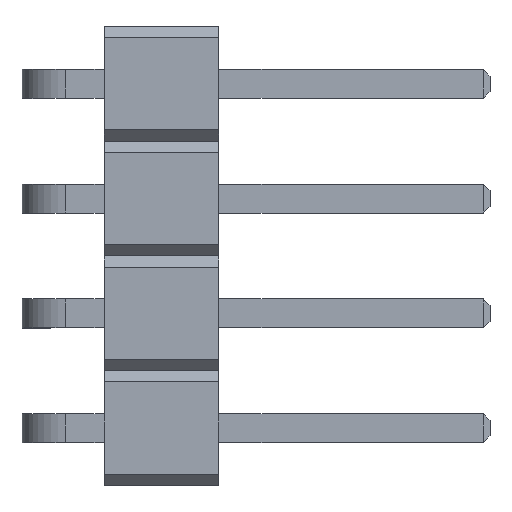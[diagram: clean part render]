
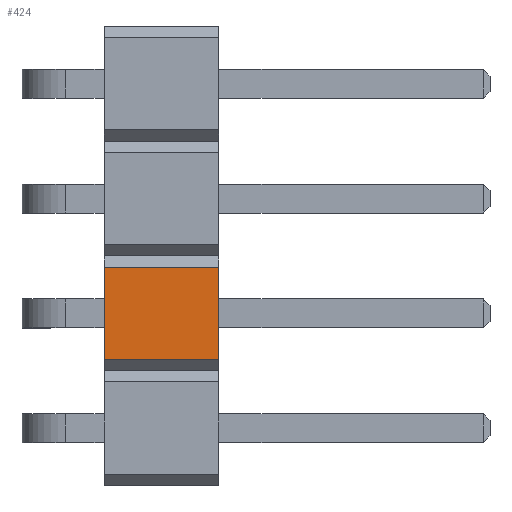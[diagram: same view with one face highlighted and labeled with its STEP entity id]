
A CAD part, top view. The second image highlights one B-rep face of the part: STEP entity #424.
In plain terms, the highlighted planar face has unit normal (0, 0, 1).
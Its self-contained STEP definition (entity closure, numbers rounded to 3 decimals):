
#24 = VERTEX_POINT('',#25);
#25 = CARTESIAN_POINT('',(4.04,-6.1,2.54));
#40 = VERTEX_POINT('',#41);
#41 = CARTESIAN_POINT('',(1.5,-6.1,2.54));
#47 = EDGE_CURVE('',#24,#40,#48,.T.);
#48 = LINE('',#49,#50);
#49 = CARTESIAN_POINT('',(4.04,-6.1,2.54));
#50 = VECTOR('',#51,1.);
#51 = DIRECTION('',(-1.,0.,0.));
#136 = VERTEX_POINT('',#137);
#137 = CARTESIAN_POINT('',(4.04,-4.06,2.54));
#143 = EDGE_CURVE('',#24,#136,#144,.T.);
#144 = LINE('',#145,#146);
#145 = CARTESIAN_POINT('',(4.04,-6.35,2.54));
#146 = VECTOR('',#147,1.);
#147 = DIRECTION('',(0.,1.,0.));
#424 = ADVANCED_FACE('',(#425),#443,.F.);
#425 = FACE_BOUND('',#426,.F.);
#426 = EDGE_LOOP('',(#427,#428,#429,#437));
#427 = ORIENTED_EDGE('',*,*,#143,.F.);
#428 = ORIENTED_EDGE('',*,*,#47,.T.);
#429 = ORIENTED_EDGE('',*,*,#430,.T.);
#430 = EDGE_CURVE('',#40,#431,#433,.T.);
#431 = VERTEX_POINT('',#432);
#432 = CARTESIAN_POINT('',(1.5,-4.06,2.54));
#433 = LINE('',#434,#435);
#434 = CARTESIAN_POINT('',(1.5,-6.35,2.54));
#435 = VECTOR('',#436,1.);
#436 = DIRECTION('',(0.,1.,0.));
#437 = ORIENTED_EDGE('',*,*,#438,.F.);
#438 = EDGE_CURVE('',#136,#431,#439,.T.);
#439 = LINE('',#440,#441);
#440 = CARTESIAN_POINT('',(4.04,-4.06,2.54));
#441 = VECTOR('',#442,1.);
#442 = DIRECTION('',(-1.,0.,0.));
#443 = PLANE('',#444);
#444 = AXIS2_PLACEMENT_3D('',#445,#446,#447);
#445 = CARTESIAN_POINT('',(4.04,-6.35,2.54));
#446 = DIRECTION('',(0.,0.,-1.));
#447 = DIRECTION('',(0.,1.,0.));
